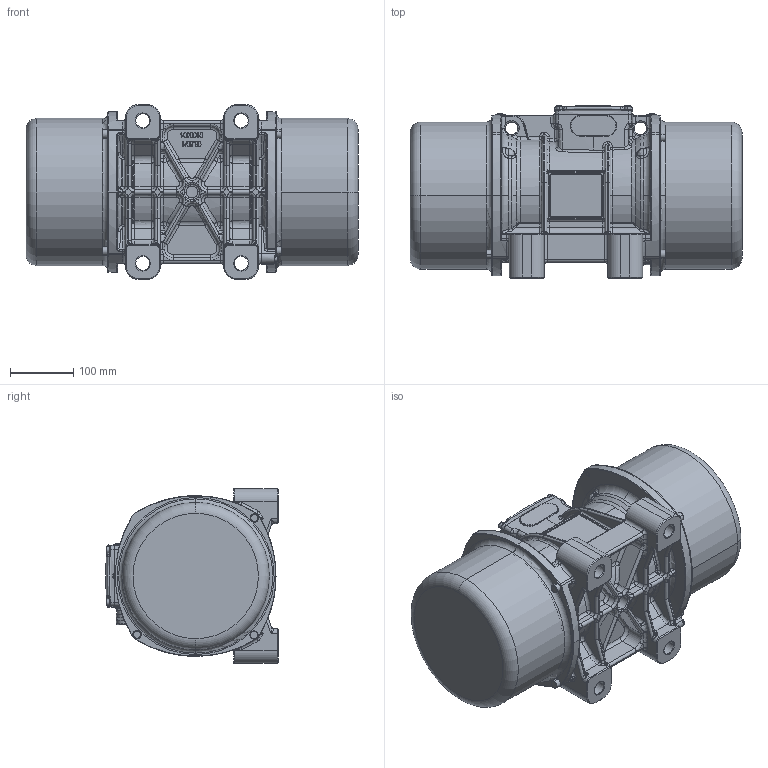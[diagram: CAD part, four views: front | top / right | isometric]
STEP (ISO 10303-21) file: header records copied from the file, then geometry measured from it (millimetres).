
FILE_DESCRIPTION (( 'STEP AP214' ), '1' );
FILE_NAME ('NEG 161610 60HZ.STEP', '2022-08-19T08:58:55', ( '' ), ( '' ), 'SwSTEP 2.0', 'SolidWorks 2015', '' );
FILE_SCHEMA (( 'AUTOMOTIVE_DESIGN' ));
Length unit declared in the file: millimetre
Products named in the file (1): NEG 161610 60HZ
Bounding box: 523 x 271.68 x 275 mm (x, y, z)
Volume: 19477551 mm3; surface area: 1237883.6 mm2
Topology: 8 solids, 8 shells, 2549 faces, 6010 edges, 3438 vertices
Faces by surface type: bspline 1136, cylinder 611, plane 428, torus 214, cone 122, sphere 38
Entity records: 128221 total; most frequent: CARTESIAN_POINT 78135, ORIENTED_EDGE 11774, DIRECTION 8823, EDGE_CURVE 5887, AXIS2_PLACEMENT_3D 3544, VERTEX_POINT 3438, EDGE_LOOP 2653, ADVANCED_FACE 2549
